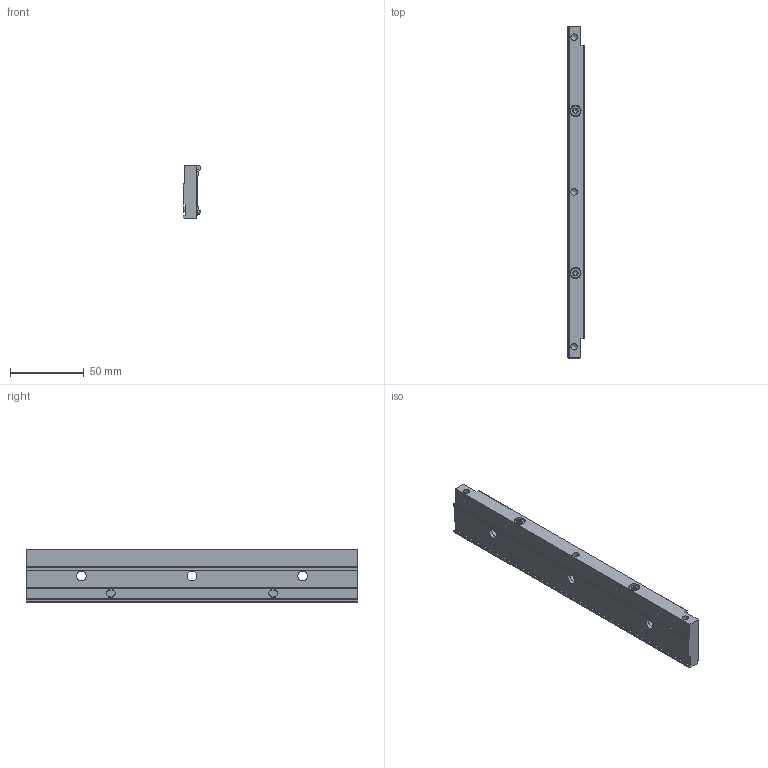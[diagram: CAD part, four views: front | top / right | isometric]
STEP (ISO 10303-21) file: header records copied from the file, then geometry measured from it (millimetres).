
FILE_DESCRIPTION(/* description */ (''),/* implementation_level */ '2;1');
FILE_NAME(/* name */ 'FN101A012_C____MOUNTING SPAR W CLAMPS.stp',/* time_stamp */ '2020-12-03T10:11:47+00:00',/* author */ (''),/* organization */ (''),/* preprocessor_version */ 'ST-DEVELOPER v16.7',/* originating_system */ 'SIEMENS PLM Software NX 12.0',/* authorisation */ '');
FILE_SCHEMA (('AUTOMOTIVE_DESIGN { 1 0 10303 214 3 1 1 1 }'));
Length unit declared in the file: millimetre
Products named in the file (1): 1117445-A
Bounding box: 11.85 x 225 x 36.1 mm (x, y, z)
Volume: 69285.1 mm3; surface area: 26969.4 mm2
Topology: 5 solids, 5 shells, 294 faces, 793 edges, 520 vertices
Faces by surface type: plane 167, cylinder 94, cone 25, torus 8
Full cylindrical faces by diameter (mm): 2.05 x2, 2.9 x2, 3 x2, 3.1 x2, 3.4 x4, 3.86 x2, 4.3 x7, 4.6 x4, 6.6 x3, 7 x2, 7.6 x2, 12.9 x3
Entity records: 9307 total; most frequent: CARTESIAN_POINT 2143, DIRECTION 1483, ORIENTED_EDGE 1398, EDGE_CURVE 699, AXIS2_PLACEMENT_3D 557, VERTEX_POINT 501, EDGE_LOOP 395, LINE 369
